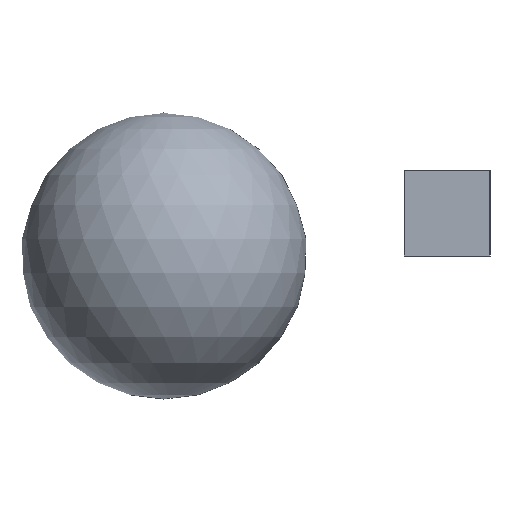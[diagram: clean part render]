
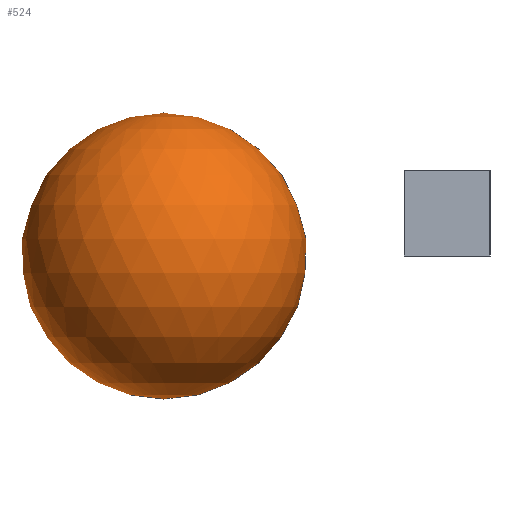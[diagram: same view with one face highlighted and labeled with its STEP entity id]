
A CAD part, left-side view. The second image highlights one B-rep face of the part: STEP entity #524.
In plain terms, the highlighted spherical face has radius 500 mm.
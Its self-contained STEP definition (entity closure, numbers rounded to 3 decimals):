
#511=CARTESIAN_POINT('',(0.,0.,0.));
#512=DIRECTION('',(0.,0.,1.));
#513=DIRECTION('',(1.,0.,0.));
#514=AXIS2_PLACEMENT_3D('',#511,#512,#513);
#515=SPHERICAL_SURFACE('',#514,500.);
#516=CARTESIAN_POINT('',(0.,0.,-500.));
#517=VERTEX_POINT('',#516);
#518=VERTEX_LOOP('',#517);
#519=CARTESIAN_POINT('',(0.,0.,500.));
#520=VERTEX_POINT('',#519);
#521=VERTEX_LOOP('',#520);
#522=FACE_BOUND('',#518,.T.);
#523=FACE_BOUND('',#521,.T.);
#524=ADVANCED_FACE('',(#522,#523),#515,.T.);
